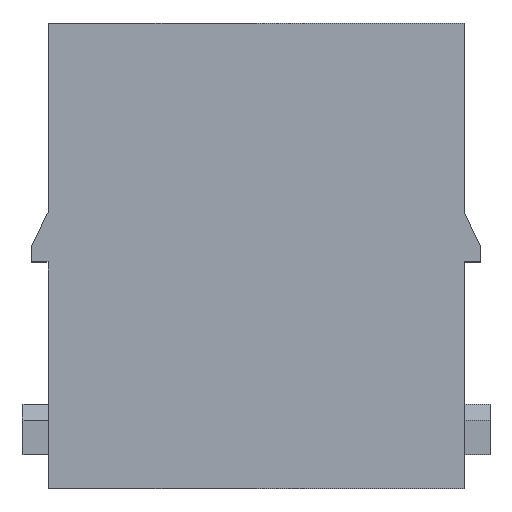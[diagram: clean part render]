
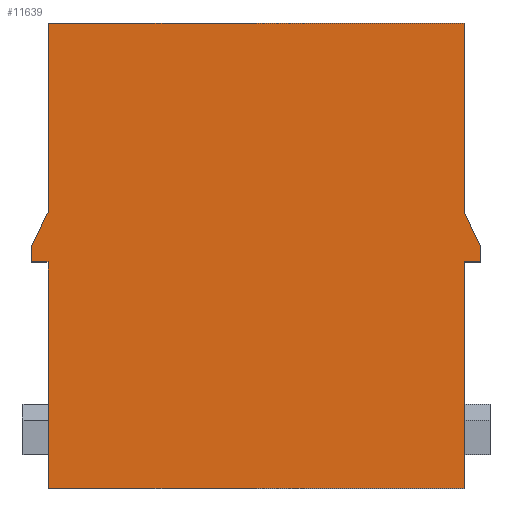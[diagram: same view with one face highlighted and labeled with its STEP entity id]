
A CAD part, top view. The second image highlights one B-rep face of the part: STEP entity #11639.
In plain terms, the highlighted planar face has unit normal (0, 0, 1).
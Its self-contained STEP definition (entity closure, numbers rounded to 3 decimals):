
#2606=DIRECTION('',(0.,-1.,0.));
#2607=VECTOR('',#2606,13.843);
#2608=CARTESIAN_POINT('',(15.2,34.,7.3));
#2609=LINE('',#2608,#2607);
#2682=DIRECTION('',(1.,0.,0.));
#2683=VECTOR('',#2682,30.4);
#2684=CARTESIAN_POINT('',(-15.2,34.,7.3));
#2685=LINE('',#2684,#2683);
#2686=DIRECTION('',(0.446,-0.895,0.));
#2687=VECTOR('',#2686,2.689);
#2688=CARTESIAN_POINT('',(15.2,20.157,7.3));
#2689=LINE('',#2688,#2687);
#2690=DIRECTION('',(0.,-1.,0.));
#2691=VECTOR('',#2690,1.2);
#2692=CARTESIAN_POINT('',(16.4,17.75,7.3));
#2693=LINE('',#2692,#2691);
#2694=DIRECTION('',(-1.,0.,0.));
#2695=VECTOR('',#2694,1.2);
#2696=CARTESIAN_POINT('',(16.4,16.55,7.3));
#2697=LINE('',#2696,#2695);
#2698=DIRECTION('',(0.,1.,0.));
#2699=VECTOR('',#2698,16.55);
#2700=CARTESIAN_POINT('',(15.2,0.,7.3));
#2701=LINE('',#2700,#2699);
#2702=DIRECTION('',(-1.,0.,0.));
#2703=VECTOR('',#2702,30.4);
#2704=CARTESIAN_POINT('',(15.2,0.,7.3));
#2705=LINE('',#2704,#2703);
#2706=DIRECTION('',(0.,-1.,0.));
#2707=VECTOR('',#2706,16.55);
#2708=CARTESIAN_POINT('',(-15.2,16.55,7.3));
#2709=LINE('',#2708,#2707);
#2710=DIRECTION('',(-1.,0.,0.));
#2711=VECTOR('',#2710,1.2);
#2712=CARTESIAN_POINT('',(-15.2,16.55,7.3));
#2713=LINE('',#2712,#2711);
#2714=DIRECTION('',(0.,1.,0.));
#2715=VECTOR('',#2714,1.2);
#2716=CARTESIAN_POINT('',(-16.4,16.55,7.3));
#2717=LINE('',#2716,#2715);
#2718=DIRECTION('',(0.446,0.895,0.));
#2719=VECTOR('',#2718,2.689);
#2720=CARTESIAN_POINT('',(-16.4,17.75,7.3));
#2721=LINE('',#2720,#2719);
#2722=DIRECTION('',(0.,-1.,0.));
#2723=VECTOR('',#2722,13.843);
#2724=CARTESIAN_POINT('',(-15.2,34.,7.3));
#2725=LINE('',#2724,#2723);
#7558=CARTESIAN_POINT('',(15.2,0.,7.3));
#7559=CARTESIAN_POINT('',(-15.2,0.,7.3));
#7560=VERTEX_POINT('',#7558);
#7561=VERTEX_POINT('',#7559);
#7562=CARTESIAN_POINT('',(-15.2,16.55,7.3));
#7563=CARTESIAN_POINT('',(-16.4,16.55,7.3));
#7564=VERTEX_POINT('',#7562);
#7565=VERTEX_POINT('',#7563);
#7566=CARTESIAN_POINT('',(-16.4,17.75,7.3));
#7567=VERTEX_POINT('',#7566);
#7568=CARTESIAN_POINT('',(16.4,17.75,7.3));
#7569=CARTESIAN_POINT('',(16.4,16.55,7.3));
#7570=VERTEX_POINT('',#7568);
#7571=VERTEX_POINT('',#7569);
#7572=CARTESIAN_POINT('',(15.2,16.55,7.3));
#7573=VERTEX_POINT('',#7572);
#7578=CARTESIAN_POINT('',(-15.2,20.157,7.3));
#7579=VERTEX_POINT('',#7578);
#7580=CARTESIAN_POINT('',(15.2,20.157,7.3));
#7581=VERTEX_POINT('',#7580);
#9302=CARTESIAN_POINT('',(-15.2,34.,7.3));
#9303=CARTESIAN_POINT('',(15.2,34.,7.3));
#9304=VERTEX_POINT('',#9302);
#9305=VERTEX_POINT('',#9303);
#11614=CARTESIAN_POINT('',(0.,0.,7.3));
#11615=DIRECTION('',(0.,0.,-1.));
#11616=DIRECTION('',(-1.,0.,0.));
#11617=AXIS2_PLACEMENT_3D('',#11614,#11615,#11616);
#11618=PLANE('',#11617);
#11619=ORIENTED_EDGE('',*,*,#10844,.T.);
#11620=ORIENTED_EDGE('',*,*,#11459,.T.);
#11622=ORIENTED_EDGE('',*,*,#11621,.T.);
#11624=ORIENTED_EDGE('',*,*,#11623,.T.);
#11626=ORIENTED_EDGE('',*,*,#11625,.T.);
#11627=ORIENTED_EDGE('',*,*,#11451,.F.);
#11628=ORIENTED_EDGE('',*,*,#9321,.T.);
#11629=ORIENTED_EDGE('',*,*,#11247,.F.);
#11631=ORIENTED_EDGE('',*,*,#11630,.T.);
#11633=ORIENTED_EDGE('',*,*,#11632,.T.);
#11635=ORIENTED_EDGE('',*,*,#11634,.T.);
#11636=ORIENTED_EDGE('',*,*,#11239,.F.);
#11637=EDGE_LOOP('',(#11619,#11620,#11622,#11624,#11626,#11627,#11628,#11629,
#11631,#11633,#11635,#11636));
#11638=FACE_OUTER_BOUND('',#11637,.F.);
#11639=ADVANCED_FACE('',(#11638),#11618,.F.);
#9321=EDGE_CURVE('',#7560,#7561,#2705,.T.);
#10844=EDGE_CURVE('',#9304,#9305,#2685,.T.);
#11239=EDGE_CURVE('',#9304,#7579,#2725,.T.);
#11247=EDGE_CURVE('',#7564,#7561,#2709,.T.);
#11451=EDGE_CURVE('',#7560,#7573,#2701,.T.);
#11459=EDGE_CURVE('',#9305,#7581,#2609,.T.);
#11621=EDGE_CURVE('',#7581,#7570,#2689,.T.);
#11623=EDGE_CURVE('',#7570,#7571,#2693,.T.);
#11625=EDGE_CURVE('',#7571,#7573,#2697,.T.);
#11630=EDGE_CURVE('',#7564,#7565,#2713,.T.);
#11632=EDGE_CURVE('',#7565,#7567,#2717,.T.);
#11634=EDGE_CURVE('',#7567,#7579,#2721,.T.);
